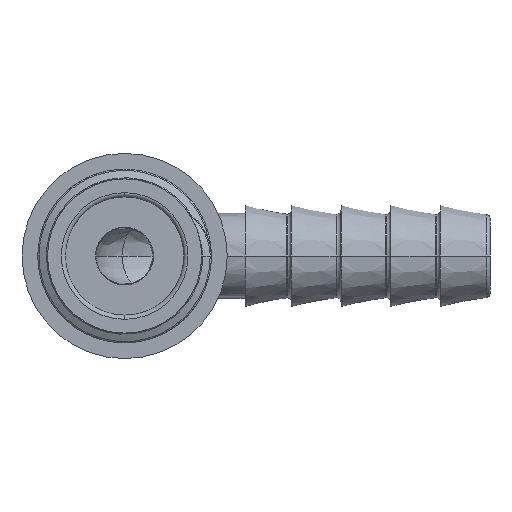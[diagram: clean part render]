
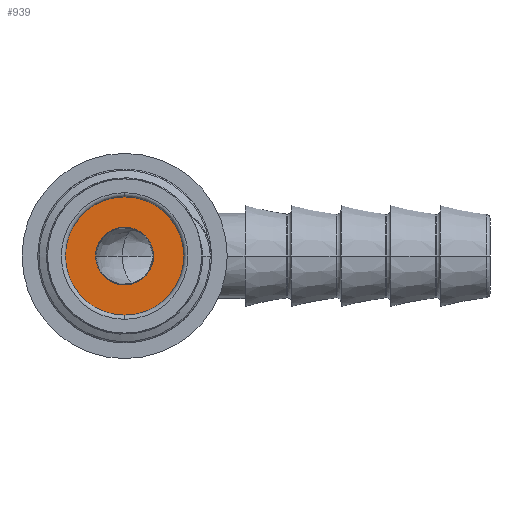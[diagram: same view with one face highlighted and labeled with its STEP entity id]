
A CAD part, front view. The second image highlights one B-rep face of the part: STEP entity #939.
In plain terms, the highlighted planar face has unit normal (0, -1, 0).
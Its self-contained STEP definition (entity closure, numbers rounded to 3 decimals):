
#47 = AXIS2_PLACEMENT_3D ( 'NONE', #2531, #2532, #2533 ) ;
#50 = CIRCLE ( 'NONE', #47, 7.15 ) ;
#902 = EDGE_CURVE ( 'NONE', #6614, #6666, #5662, .T. ) ;
#939 = ADVANCED_FACE ( 'NONE', ( #7296, #5771 ), #5772, .T. ) ;
#2191 = ORIENTED_EDGE ( 'NONE', *, *, #902, .F. ) ;
#2192 = ORIENTED_EDGE ( 'NONE', *, *, #7379, .F. ) ;
#2193 = ORIENTED_EDGE ( 'NONE', *, *, #7488, .T. ) ;
#2194 = ORIENTED_EDGE ( 'NONE', *, *, #7492, .T. ) ;
#2403 = CARTESIAN_POINT ( 'NONE',  ( -3.5, -18.95, 0. ) ) ;
#2412 = CARTESIAN_POINT ( 'NONE',  ( 0., -18.95, -7.15 ) ) ;
#2414 = CARTESIAN_POINT ( 'NONE',  ( 3.5, -18.95, 0. ) ) ;
#2531 = CARTESIAN_POINT ( 'NONE',  ( 0., -18.95, 0. ) ) ;
#2532 = DIRECTION ( 'NONE',  ( 0., 1., 0. ) ) ;
#2533 = DIRECTION ( 'NONE',  ( 0., 0., 1. ) ) ;
#3224 = CARTESIAN_POINT ( 'NONE',  ( -3.5, -18.95, 0. ) ) ;
#3246 = CARTESIAN_POINT ( 'NONE',  ( -3.5, -18.95, 0.231 ) ) ;
#3253 = CARTESIAN_POINT ( 'NONE',  ( -3.476, -18.95, 0.458 ) ) ;
#3254 = CARTESIAN_POINT ( 'NONE',  ( -3.385, -18.95, 0.904 ) ) ;
#3255 = CARTESIAN_POINT ( 'NONE',  ( -3.316, -18.95, 1.126 ) ) ;
#3256 = CARTESIAN_POINT ( 'NONE',  ( -3.138, -18.95, 1.548 ) ) ;
#3257 = CARTESIAN_POINT ( 'NONE',  ( -3.03, -18.95, 1.748 ) ) ;
#3258 = CARTESIAN_POINT ( 'NONE',  ( -2.774, -18.95, 2.128 ) ) ;
#3259 = CARTESIAN_POINT ( 'NONE',  ( -2.627, -18.95, 2.307 ) ) ;
#3260 = CARTESIAN_POINT ( 'NONE',  ( -2.305, -18.95, 2.63 ) ) ;
#3261 = CARTESIAN_POINT ( 'NONE',  ( -2.13, -18.95, 2.775 ) ) ;
#3262 = CARTESIAN_POINT ( 'NONE',  ( -1.748, -18.95, 3.032 ) ) ;
#3263 = CARTESIAN_POINT ( 'NONE',  ( -1.546, -18.95, 3.142 ) ) ;
#3264 = CARTESIAN_POINT ( 'NONE',  ( -1.127, -18.95, 3.318 ) ) ;
#3265 = CARTESIAN_POINT ( 'NONE',  ( -0.907, -18.95, 3.386 ) ) ;
#3266 = CARTESIAN_POINT ( 'NONE',  ( -0.456, -18.95, 3.477 ) ) ;
#3267 = CARTESIAN_POINT ( 'NONE',  ( -0.23, -18.95, 3.5 ) ) ;
#3268 = CARTESIAN_POINT ( 'NONE',  ( 0.226, -18.95, 3.5 ) ) ;
#3269 = CARTESIAN_POINT ( 'NONE',  ( 0.457, -18.95, 3.477 ) ) ;
#3270 = CARTESIAN_POINT ( 'NONE',  ( 0.905, -18.95, 3.386 ) ) ;
#3271 = CARTESIAN_POINT ( 'NONE',  ( 1.123, -18.95, 3.319 ) ) ;
#3272 = CARTESIAN_POINT ( 'NONE',  ( 1.545, -18.95, 3.142 ) ) ;
#3273 = CARTESIAN_POINT ( 'NONE',  ( 1.749, -18.95, 3.031 ) ) ;
#3274 = CARTESIAN_POINT ( 'NONE',  ( 2.127, -18.95, 2.776 ) ) ;
#3275 = CARTESIAN_POINT ( 'NONE',  ( 2.303, -18.95, 2.63 ) ) ;
#3276 = CARTESIAN_POINT ( 'NONE',  ( 2.629, -18.95, 2.304 ) ) ;
#3277 = CARTESIAN_POINT ( 'NONE',  ( 2.773, -18.95, 2.127 ) ) ;
#3278 = CARTESIAN_POINT ( 'NONE',  ( 3.028, -18.95, 1.749 ) ) ;
#3279 = CARTESIAN_POINT ( 'NONE',  ( 3.138, -18.95, 1.545 ) ) ;
#3280 = CARTESIAN_POINT ( 'NONE',  ( 3.316, -18.95, 1.124 ) ) ;
#3281 = CARTESIAN_POINT ( 'NONE',  ( 3.384, -18.95, 0.907 ) ) ;
#3282 = CARTESIAN_POINT ( 'NONE',  ( 3.476, -18.95, 0.459 ) ) ;
#3283 = CARTESIAN_POINT ( 'NONE',  ( 3.5, -18.95, 0.228 ) ) ;
#3284 = CARTESIAN_POINT ( 'NONE',  ( 3.5, -18.95, 0. ) ) ;
#3285 = CARTESIAN_POINT ( 'NONE',  ( 3.5, -18.95, 0. ) ) ;
#3295 = CARTESIAN_POINT ( 'NONE',  ( 3.5, -18.95, -0.228 ) ) ;
#3307 = CARTESIAN_POINT ( 'NONE',  ( 3.477, -18.95, -0.454 ) ) ;
#3308 = CARTESIAN_POINT ( 'NONE',  ( 3.384, -18.95, -0.904 ) ) ;
#3309 = CARTESIAN_POINT ( 'NONE',  ( 3.316, -18.95, -1.124 ) ) ;
#3310 = CARTESIAN_POINT ( 'NONE',  ( 3.139, -18.95, -1.544 ) ) ;
#3311 = CARTESIAN_POINT ( 'NONE',  ( 3.029, -18.95, -1.747 ) ) ;
#3312 = CARTESIAN_POINT ( 'NONE',  ( 2.773, -18.95, -2.128 ) ) ;
#3313 = CARTESIAN_POINT ( 'NONE',  ( 2.629, -18.95, -2.304 ) ) ;
#3314 = CARTESIAN_POINT ( 'NONE',  ( 2.307, -18.95, -2.627 ) ) ;
#3315 = CARTESIAN_POINT ( 'NONE',  ( 2.128, -18.95, -2.775 ) ) ;
#3316 = CARTESIAN_POINT ( 'NONE',  ( 1.749, -18.95, -3.031 ) ) ;
#3317 = CARTESIAN_POINT ( 'NONE',  ( 1.55, -18.95, -3.14 ) ) ;
#3318 = CARTESIAN_POINT ( 'NONE',  ( 1.128, -18.95, -3.317 ) ) ;
#3319 = CARTESIAN_POINT ( 'NONE',  ( 0.906, -18.95, -3.386 ) ) ;
#3320 = CARTESIAN_POINT ( 'NONE',  ( 0.46, -18.95, -3.476 ) ) ;
#3321 = CARTESIAN_POINT ( 'NONE',  ( 0.233, -18.95, -3.5 ) ) ;
#3322 = CARTESIAN_POINT ( 'NONE',  ( -0.228, -18.95, -3.5 ) ) ;
#3323 = CARTESIAN_POINT ( 'NONE',  ( -0.455, -18.95, -3.477 ) ) ;
#3324 = CARTESIAN_POINT ( 'NONE',  ( -0.902, -18.95, -3.387 ) ) ;
#3325 = CARTESIAN_POINT ( 'NONE',  ( -1.123, -18.95, -3.319 ) ) ;
#3326 = CARTESIAN_POINT ( 'NONE',  ( -1.546, -18.95, -3.142 ) ) ;
#3327 = CARTESIAN_POINT ( 'NONE',  ( -1.746, -18.95, -3.033 ) ) ;
#3328 = CARTESIAN_POINT ( 'NONE',  ( -2.125, -18.95, -2.778 ) ) ;
#3329 = CARTESIAN_POINT ( 'NONE',  ( -2.305, -18.95, -2.63 ) ) ;
#3330 = CARTESIAN_POINT ( 'NONE',  ( -2.627, -18.95, -2.308 ) ) ;
#3331 = CARTESIAN_POINT ( 'NONE',  ( -2.771, -18.95, -2.132 ) ) ;
#3332 = CARTESIAN_POINT ( 'NONE',  ( -3.028, -18.95, -1.751 ) ) ;
#3333 = CARTESIAN_POINT ( 'NONE',  ( -3.138, -18.95, -1.548 ) ) ;
#3334 = CARTESIAN_POINT ( 'NONE',  ( -3.315, -18.95, -1.129 ) ) ;
#3335 = CARTESIAN_POINT ( 'NONE',  ( -3.383, -18.95, -0.91 ) ) ;
#3336 = CARTESIAN_POINT ( 'NONE',  ( -3.476, -18.95, -0.459 ) ) ;
#3337 = CARTESIAN_POINT ( 'NONE',  ( -3.5, -18.95, -0.231 ) ) ;
#3338 = CARTESIAN_POINT ( 'NONE',  ( -3.5, -18.95, 0. ) ) ;
#3568 = EDGE_LOOP ( 'NONE', ( #2191, #2192 ) ) ;
#3569 = EDGE_LOOP ( 'NONE', ( #2193, #2194 ) ) ;
#3659 = CARTESIAN_POINT ( 'NONE',  ( 0., -18.95, 0. ) ) ;
#3660 = DIRECTION ( 'NONE',  ( 0., 1., 0. ) ) ;
#3661 = DIRECTION ( 'NONE',  ( 0., 0., 1. ) ) ;
#5576 = B_SPLINE_CURVE_WITH_KNOTS ( 'NONE', 3,
 ( #3224, #3246, #3253, #3254, #3255, #3256, #3257, #3258, #3259, #3260, #3261, #3262, #3263, #3264, #3265, #3266, #3267, #3268, #3269, #3270, #3271, #3272, #3273, #3274, #3275, #3276, #3277, #3278, #3279, #3280, #3281, #3282, #3283, #3284 ),
 .UNSPECIFIED., .F., .F.,
 ( 4, 2, 2, 2, 2, 2, 2, 2, 2, 2, 2, 2, 2, 2, 2, 2, 4 ),
 ( 0., 0.001, 0.001, 0.002, 0.003, 0.003, 0.004, 0.005, 0.005, 0.006, 0.007, 0.008, 0.008, 0.009, 0.01, 0.01, 0.011 ),
 .UNSPECIFIED. ) ;
#5579 = B_SPLINE_CURVE_WITH_KNOTS ( 'NONE', 3,
 ( #3285, #3295, #3307, #3308, #3309, #3310, #3311, #3312, #3313, #3314, #3315, #3316, #3317, #3318, #3319, #3320, #3321, #3322, #3323, #3324, #3325, #3326, #3327, #3328, #3329, #3330, #3331, #3332, #3333, #3334, #3335, #3336, #3337, #3338 ),
 .UNSPECIFIED., .F., .F.,
 ( 4, 2, 2, 2, 2, 2, 2, 2, 2, 2, 2, 2, 2, 2, 2, 2, 4 ),
 ( 0.011, 0.012, 0.012, 0.013, 0.014, 0.014, 0.015, 0.016, 0.016, 0.017, 0.018, 0.018, 0.019, 0.02, 0.02, 0.021, 0.022 ),
 .UNSPECIFIED. ) ;
#5659 = AXIS2_PLACEMENT_3D ( 'NONE', #3659, #3660, #3661 ) ;
#5662 = CIRCLE ( 'NONE', #5659, 7.15 ) ;
#5669 = AXIS2_PLACEMENT_3D ( 'NONE', #5774, #5775, #5776 ) ;
#5771 = FACE_BOUND ( 'NONE', #3569, .T. ) ;
#5772 = PLANE ( 'NONE',  #5669 ) ;
#5774 = CARTESIAN_POINT ( 'NONE',  ( 0., -18.95, 0. ) ) ;
#5775 = DIRECTION ( 'NONE',  ( 0., -1., 0. ) ) ;
#5776 = DIRECTION ( 'NONE',  ( 0., 0., -1. ) ) ;
#6614 = VERTEX_POINT ( 'NONE', #8382 ) ;
#6657 = VERTEX_POINT ( 'NONE', #2403 ) ;
#6666 = VERTEX_POINT ( 'NONE', #2412 ) ;
#6668 = VERTEX_POINT ( 'NONE', #2414 ) ;
#7296 = FACE_OUTER_BOUND ( 'NONE', #3568, .T. ) ;
#7379 = EDGE_CURVE ( 'NONE', #6666, #6614, #50, .T. ) ;
#7488 = EDGE_CURVE ( 'NONE', #6657, #6668, #5576, .T. ) ;
#7492 = EDGE_CURVE ( 'NONE', #6668, #6657, #5579, .T. ) ;
#8382 = CARTESIAN_POINT ( 'NONE',  ( 0., -18.95, 7.15 ) ) ;
